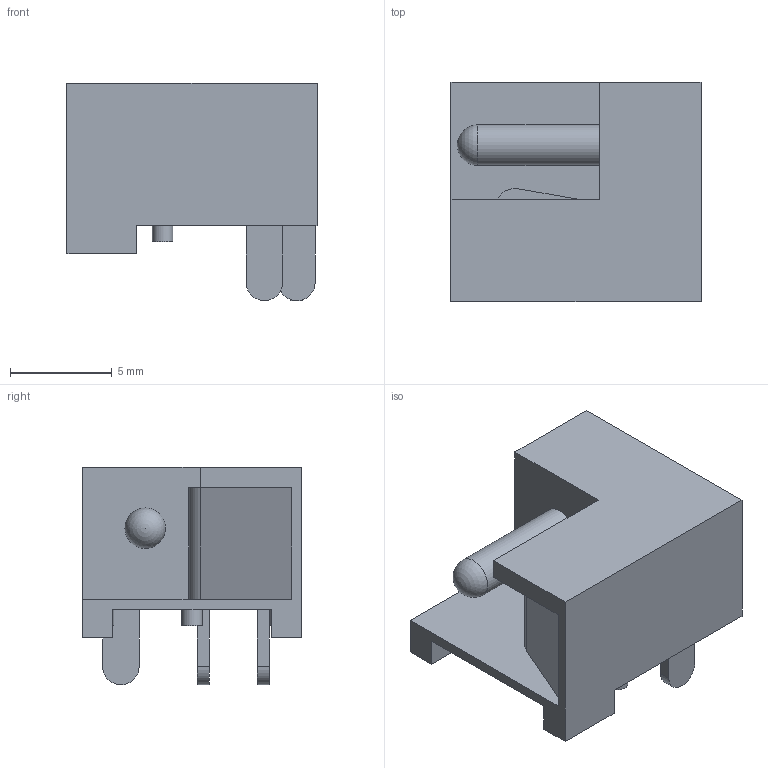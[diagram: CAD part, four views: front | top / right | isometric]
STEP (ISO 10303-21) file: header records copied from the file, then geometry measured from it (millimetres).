
FILE_DESCRIPTION(('for SolidWorks'),'2;1');
FILE_NAME('pj-003a.step', '2016-12-06T10:06:03',('Serg'),(''),'Open CASCADE STEP processor 6.6', 'DipTrace','Unknown');
FILE_SCHEMA(('AUTOMOTIVE_DESIGN { 1 0 10303 214 1 1 1 1 }'));
Length unit declared in the file: millimetre
Products named in the file (7): ASSEMBLY; pj-003a; pj-003a_001; pj-003a_002; pj-003a_003; pj-003a_004; pj-003a_005
Assembly tree (6 placements, depth 2):
  ASSEMBLY
    pj-003a
    pj-003a_001
    pj-003a_002
    pj-003a_003
    pj-003a_004
    pj-003a_005
Bounding box: 12.3 x 10.8 x 10.7 mm (x, y, z)
Volume: 583.5 mm3; surface area: 930.3 mm2
Topology: 6 solids, 6 shells, 54 faces, 126 edges, 86 vertices
Faces by surface type: plane 44, cylinder 9, sphere 1
Full cylindrical faces by diameter (mm): 1 x3, 2 x1
Entity records: 1702 total; most frequent: CARTESIAN_POINT 272, DIRECTION 266, ORIENTED_EDGE 250, EDGE_CURVE 125, LINE 106, VECTOR 106, VERTEX_POINT 86, AXIS2_PLACEMENT_3D 80
